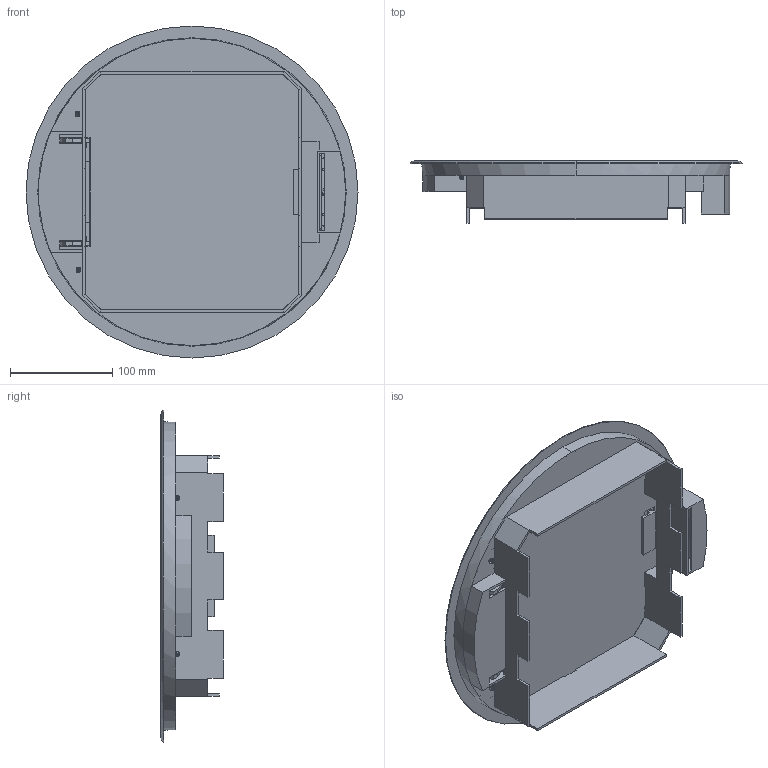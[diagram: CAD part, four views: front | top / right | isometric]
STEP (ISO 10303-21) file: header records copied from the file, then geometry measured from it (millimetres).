
FILE_DESCRIPTION (( 'STEP AP214' ), '1' );
FILE_NAME ('7405532.STEP', '2025-02-17T13:48:30', ( '' ), ( '' ), 'SwSTEP 2.0', 'SolidWorks 2024', '' );
FILE_SCHEMA (( 'AUTOMOTIVE_DESIGN' ));
Length unit declared in the file: millimetre
Products named in the file (13): 42843F_42843F; P_30717D_3_Standard; P_30717D_5_Standard; 42305P_Standard; P_30717D_2_Standard; 59498_Standard; 43484A_Standard; 40318A1_Standard; P_30717D_4_Standard; 43644A_Standard; P_30717D_1_Standard; 43643A; 7405532
Assembly tree (13 placements, depth 3):
  7405532
    43484A_Standard
    59498_Standard  x2
    40318A1_Standard
      43644A_Standard
      42843F_42843F
    P_30717D_1_Standard
      P_30717D_5_Standard
      P_30717D_2_Standard
      P_30717D_3_Standard
      P_30717D_4_Standard
    43643A
    42305P_Standard
Bounding box: 324 x 61 x 324 mm (x, y, z)
Volume: 680371 mm3; surface area: 467998.1 mm2
Topology: 11 solids, 11 shells, 479 faces, 1322 edges, 849 vertices
Faces by surface type: plane 296, cylinder 118, torus 43, cone 18, bspline 4
Entity records: 21456 total; most frequent: CARTESIAN_POINT 9320, ORIENTED_EDGE 2500, DIRECTION 2464, EDGE_CURVE 1250, LINE 842, VECTOR 842, AXIS2_PLACEMENT_3D 811, VERTEX_POINT 809
